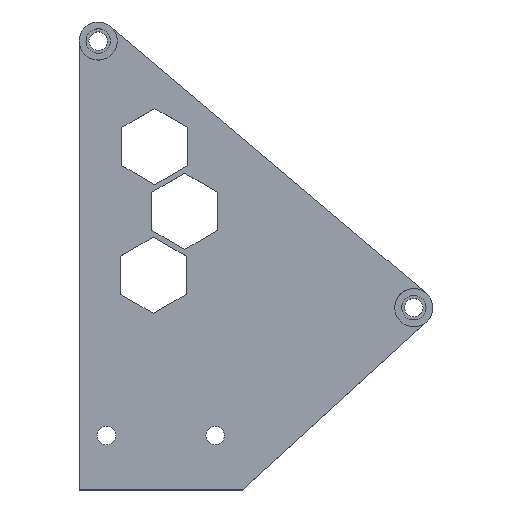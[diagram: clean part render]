
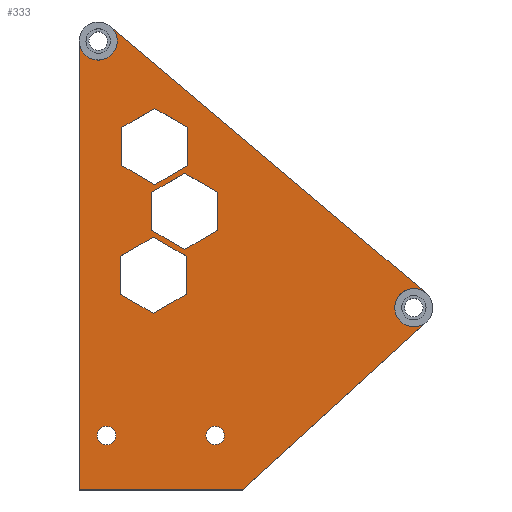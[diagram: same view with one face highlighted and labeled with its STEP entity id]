
A CAD part, top view. The second image highlights one B-rep face of the part: STEP entity #333.
In plain terms, the highlighted planar face has unit normal (0, 0, 1).
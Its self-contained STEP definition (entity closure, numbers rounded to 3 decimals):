
#24 = VERTEX_POINT('',#25);
#25 = CARTESIAN_POINT('',(0.,52.5,5.));
#31 = EDGE_CURVE('',#24,#32,#34,.T.);
#32 = VERTEX_POINT('',#33);
#33 = CARTESIAN_POINT('',(0.,-30.,5.));
#34 = LINE('',#35,#36);
#35 = CARTESIAN_POINT('',(0.,52.5,5.));
#36 = VECTOR('',#37,1.);
#37 = DIRECTION('',(0.,-1.,0.));
#62 = EDGE_CURVE('',#32,#63,#65,.T.);
#63 = VERTEX_POINT('',#64);
#64 = CARTESIAN_POINT('',(30.,-30.,5.));
#65 = LINE('',#66,#67);
#66 = CARTESIAN_POINT('',(0.,-30.,5.));
#67 = VECTOR('',#68,1.);
#68 = DIRECTION('',(1.,0.,0.));
#333 = ADVANCED_FACE('',(#334,#379,#390,#401,#451,#501),#551,.T.);
#334 = FACE_BOUND('',#335,.T.);
#335 = EDGE_LOOP('',(#336,#345,#346,#347,#355,#364,#372));
#336 = ORIENTED_EDGE('',*,*,#337,.F.);
#337 = EDGE_CURVE('',#24,#338,#340,.T.);
#338 = VERTEX_POINT('',#339);
#339 = CARTESIAN_POINT('',(7.,52.5,5.));
#340 = CIRCLE('',#341,3.5);
#341 = AXIS2_PLACEMENT_3D('',#342,#343,#344);
#342 = CARTESIAN_POINT('',(3.5,52.5,5.));
#343 = DIRECTION('',(0.,0.,1.));
#344 = DIRECTION('',(1.,0.,0.));
#345 = ORIENTED_EDGE('',*,*,#31,.T.);
#346 = ORIENTED_EDGE('',*,*,#62,.T.);
#347 = ORIENTED_EDGE('',*,*,#348,.T.);
#348 = EDGE_CURVE('',#63,#349,#351,.T.);
#349 = VERTEX_POINT('',#350);
#350 = CARTESIAN_POINT('',(63.86,0.915,5.));
#351 = LINE('',#352,#353);
#352 = CARTESIAN_POINT('',(30.,-30.,5.));
#353 = VECTOR('',#354,1.);
#354 = DIRECTION('',(0.738,0.674,0.));
#355 = ORIENTED_EDGE('',*,*,#356,.F.);
#356 = EDGE_CURVE('',#357,#349,#359,.T.);
#357 = VERTEX_POINT('',#358);
#358 = CARTESIAN_POINT('',(63.759,6.174,5.));
#359 = CIRCLE('',#360,3.5);
#360 = AXIS2_PLACEMENT_3D('',#361,#362,#363);
#361 = CARTESIAN_POINT('',(61.5,3.5,5.));
#362 = DIRECTION('',(0.,0.,1.));
#363 = DIRECTION('',(1.,0.,0.));
#364 = ORIENTED_EDGE('',*,*,#365,.F.);
#365 = EDGE_CURVE('',#366,#357,#368,.T.);
#366 = VERTEX_POINT('',#367);
#367 = CARTESIAN_POINT('',(5.759,55.174,5.));
#368 = LINE('',#369,#370);
#369 = CARTESIAN_POINT('',(5.759,55.174,5.));
#370 = VECTOR('',#371,1.);
#371 = DIRECTION('',(0.764,-0.645,0.));
#372 = ORIENTED_EDGE('',*,*,#373,.F.);
#373 = EDGE_CURVE('',#338,#366,#374,.T.);
#374 = CIRCLE('',#375,3.5);
#375 = AXIS2_PLACEMENT_3D('',#376,#377,#378);
#376 = CARTESIAN_POINT('',(3.5,52.5,5.));
#377 = DIRECTION('',(0.,0.,1.));
#378 = DIRECTION('',(1.,0.,0.));
#379 = FACE_BOUND('',#380,.T.);
#380 = EDGE_LOOP('',(#381));
#381 = ORIENTED_EDGE('',*,*,#382,.F.);
#382 = EDGE_CURVE('',#383,#383,#385,.T.);
#383 = VERTEX_POINT('',#384);
#384 = CARTESIAN_POINT('',(6.7,-20.,5.));
#385 = CIRCLE('',#386,1.7);
#386 = AXIS2_PLACEMENT_3D('',#387,#388,#389);
#387 = CARTESIAN_POINT('',(5.,-20.,5.));
#388 = DIRECTION('',(0.,0.,1.));
#389 = DIRECTION('',(1.,0.,0.));
#390 = FACE_BOUND('',#391,.T.);
#391 = EDGE_LOOP('',(#392));
#392 = ORIENTED_EDGE('',*,*,#393,.F.);
#393 = EDGE_CURVE('',#394,#394,#396,.T.);
#394 = VERTEX_POINT('',#395);
#395 = CARTESIAN_POINT('',(26.7,-20.,5.));
#396 = CIRCLE('',#397,1.7);
#397 = AXIS2_PLACEMENT_3D('',#398,#399,#400);
#398 = CARTESIAN_POINT('',(25.,-20.,5.));
#399 = DIRECTION('',(0.,0.,1.));
#400 = DIRECTION('',(1.,0.,0.));
#401 = FACE_BOUND('',#402,.T.);
#402 = EDGE_LOOP('',(#403,#413,#421,#429,#437,#445));
#403 = ORIENTED_EDGE('',*,*,#404,.F.);
#404 = EDGE_CURVE('',#405,#407,#409,.T.);
#405 = VERTEX_POINT('',#406);
#406 = CARTESIAN_POINT('',(19.683,5.966,5.));
#407 = VERTEX_POINT('',#408);
#408 = CARTESIAN_POINT('',(19.683,12.966,5.));
#409 = LINE('',#410,#411);
#410 = CARTESIAN_POINT('',(19.683,5.966,5.));
#411 = VECTOR('',#412,1.);
#412 = DIRECTION('',(0.,1.,0.));
#413 = ORIENTED_EDGE('',*,*,#414,.F.);
#414 = EDGE_CURVE('',#415,#405,#417,.T.);
#415 = VERTEX_POINT('',#416);
#416 = CARTESIAN_POINT('',(13.621,2.466,5.));
#417 = LINE('',#418,#419);
#418 = CARTESIAN_POINT('',(13.621,2.466,5.));
#419 = VECTOR('',#420,1.);
#420 = DIRECTION('',(0.866,0.5,0.));
#421 = ORIENTED_EDGE('',*,*,#422,.F.);
#422 = EDGE_CURVE('',#423,#415,#425,.T.);
#423 = VERTEX_POINT('',#424);
#424 = CARTESIAN_POINT('',(7.558,5.966,5.));
#425 = LINE('',#426,#427);
#426 = CARTESIAN_POINT('',(7.558,5.966,5.));
#427 = VECTOR('',#428,1.);
#428 = DIRECTION('',(0.866,-0.5,0.));
#429 = ORIENTED_EDGE('',*,*,#430,.F.);
#430 = EDGE_CURVE('',#431,#423,#433,.T.);
#431 = VERTEX_POINT('',#432);
#432 = CARTESIAN_POINT('',(7.558,12.966,5.));
#433 = LINE('',#434,#435);
#434 = CARTESIAN_POINT('',(7.558,12.966,5.));
#435 = VECTOR('',#436,1.);
#436 = DIRECTION('',(0.,-1.,0.));
#437 = ORIENTED_EDGE('',*,*,#438,.F.);
#438 = EDGE_CURVE('',#439,#431,#441,.T.);
#439 = VERTEX_POINT('',#440);
#440 = CARTESIAN_POINT('',(13.621,16.466,5.));
#441 = LINE('',#442,#443);
#442 = CARTESIAN_POINT('',(13.621,16.466,5.));
#443 = VECTOR('',#444,1.);
#444 = DIRECTION('',(-0.866,-0.5,0.));
#445 = ORIENTED_EDGE('',*,*,#446,.F.);
#446 = EDGE_CURVE('',#407,#439,#447,.T.);
#447 = LINE('',#448,#449);
#448 = CARTESIAN_POINT('',(19.683,12.966,5.));
#449 = VECTOR('',#450,1.);
#450 = DIRECTION('',(-0.866,0.5,0.));
#451 = FACE_BOUND('',#452,.T.);
#452 = EDGE_LOOP('',(#453,#463,#471,#479,#487,#495));
#453 = ORIENTED_EDGE('',*,*,#454,.F.);
#454 = EDGE_CURVE('',#455,#457,#459,.T.);
#455 = VERTEX_POINT('',#456);
#456 = CARTESIAN_POINT('',(13.896,40.122,5.));
#457 = VERTEX_POINT('',#458);
#458 = CARTESIAN_POINT('',(7.834,36.622,5.));
#459 = LINE('',#460,#461);
#460 = CARTESIAN_POINT('',(13.896,40.122,5.));
#461 = VECTOR('',#462,1.);
#462 = DIRECTION('',(-0.866,-0.5,0.));
#463 = ORIENTED_EDGE('',*,*,#464,.F.);
#464 = EDGE_CURVE('',#465,#455,#467,.T.);
#465 = VERTEX_POINT('',#466);
#466 = CARTESIAN_POINT('',(19.959,36.622,5.));
#467 = LINE('',#468,#469);
#468 = CARTESIAN_POINT('',(19.959,36.622,5.));
#469 = VECTOR('',#470,1.);
#470 = DIRECTION('',(-0.866,0.5,0.));
#471 = ORIENTED_EDGE('',*,*,#472,.F.);
#472 = EDGE_CURVE('',#473,#465,#475,.T.);
#473 = VERTEX_POINT('',#474);
#474 = CARTESIAN_POINT('',(19.959,29.622,5.));
#475 = LINE('',#476,#477);
#476 = CARTESIAN_POINT('',(19.959,29.622,5.));
#477 = VECTOR('',#478,1.);
#478 = DIRECTION('',(0.,1.,0.));
#479 = ORIENTED_EDGE('',*,*,#480,.F.);
#480 = EDGE_CURVE('',#481,#473,#483,.T.);
#481 = VERTEX_POINT('',#482);
#482 = CARTESIAN_POINT('',(13.896,26.122,5.));
#483 = LINE('',#484,#485);
#484 = CARTESIAN_POINT('',(13.896,26.122,5.));
#485 = VECTOR('',#486,1.);
#486 = DIRECTION('',(0.866,0.5,0.));
#487 = ORIENTED_EDGE('',*,*,#488,.F.);
#488 = EDGE_CURVE('',#489,#481,#491,.T.);
#489 = VERTEX_POINT('',#490);
#490 = CARTESIAN_POINT('',(7.834,29.622,5.));
#491 = LINE('',#492,#493);
#492 = CARTESIAN_POINT('',(7.834,29.622,5.));
#493 = VECTOR('',#494,1.);
#494 = DIRECTION('',(0.866,-0.5,0.));
#495 = ORIENTED_EDGE('',*,*,#496,.F.);
#496 = EDGE_CURVE('',#457,#489,#497,.T.);
#497 = LINE('',#498,#499);
#498 = CARTESIAN_POINT('',(7.834,36.622,5.));
#499 = VECTOR('',#500,1.);
#500 = DIRECTION('',(0.,-1.,0.));
#501 = FACE_BOUND('',#502,.T.);
#502 = EDGE_LOOP('',(#503,#513,#521,#529,#537,#545));
#503 = ORIENTED_EDGE('',*,*,#504,.F.);
#504 = EDGE_CURVE('',#505,#507,#509,.T.);
#505 = VERTEX_POINT('',#506);
#506 = CARTESIAN_POINT('',(25.458,17.714,5.));
#507 = VERTEX_POINT('',#508);
#508 = CARTESIAN_POINT('',(25.458,24.714,5.));
#509 = LINE('',#510,#511);
#510 = CARTESIAN_POINT('',(25.458,17.714,5.));
#511 = VECTOR('',#512,1.);
#512 = DIRECTION('',(0.,1.,0.));
#513 = ORIENTED_EDGE('',*,*,#514,.F.);
#514 = EDGE_CURVE('',#515,#505,#517,.T.);
#515 = VERTEX_POINT('',#516);
#516 = CARTESIAN_POINT('',(19.396,14.214,5.));
#517 = LINE('',#518,#519);
#518 = CARTESIAN_POINT('',(19.396,14.214,5.));
#519 = VECTOR('',#520,1.);
#520 = DIRECTION('',(0.866,0.5,0.));
#521 = ORIENTED_EDGE('',*,*,#522,.F.);
#522 = EDGE_CURVE('',#523,#515,#525,.T.);
#523 = VERTEX_POINT('',#524);
#524 = CARTESIAN_POINT('',(13.334,17.714,5.));
#525 = LINE('',#526,#527);
#526 = CARTESIAN_POINT('',(13.334,17.714,5.));
#527 = VECTOR('',#528,1.);
#528 = DIRECTION('',(0.866,-0.5,0.));
#529 = ORIENTED_EDGE('',*,*,#530,.F.);
#530 = EDGE_CURVE('',#531,#523,#533,.T.);
#531 = VERTEX_POINT('',#532);
#532 = CARTESIAN_POINT('',(13.334,24.714,5.));
#533 = LINE('',#534,#535);
#534 = CARTESIAN_POINT('',(13.334,24.714,5.));
#535 = VECTOR('',#536,1.);
#536 = DIRECTION('',(0.,-1.,0.));
#537 = ORIENTED_EDGE('',*,*,#538,.F.);
#538 = EDGE_CURVE('',#539,#531,#541,.T.);
#539 = VERTEX_POINT('',#540);
#540 = CARTESIAN_POINT('',(19.396,28.214,5.));
#541 = LINE('',#542,#543);
#542 = CARTESIAN_POINT('',(19.396,28.214,5.));
#543 = VECTOR('',#544,1.);
#544 = DIRECTION('',(-0.866,-0.5,0.));
#545 = ORIENTED_EDGE('',*,*,#546,.F.);
#546 = EDGE_CURVE('',#507,#539,#547,.T.);
#547 = LINE('',#548,#549);
#548 = CARTESIAN_POINT('',(25.458,24.714,5.));
#549 = VECTOR('',#550,1.);
#550 = DIRECTION('',(-0.866,0.5,0.));
#551 = PLANE('',#552);
#552 = AXIS2_PLACEMENT_3D('',#553,#554,#555);
#553 = CARTESIAN_POINT('',(20.642,12.116,5.));
#554 = DIRECTION('',(0.,0.,1.));
#555 = DIRECTION('',(1.,0.,0.));
